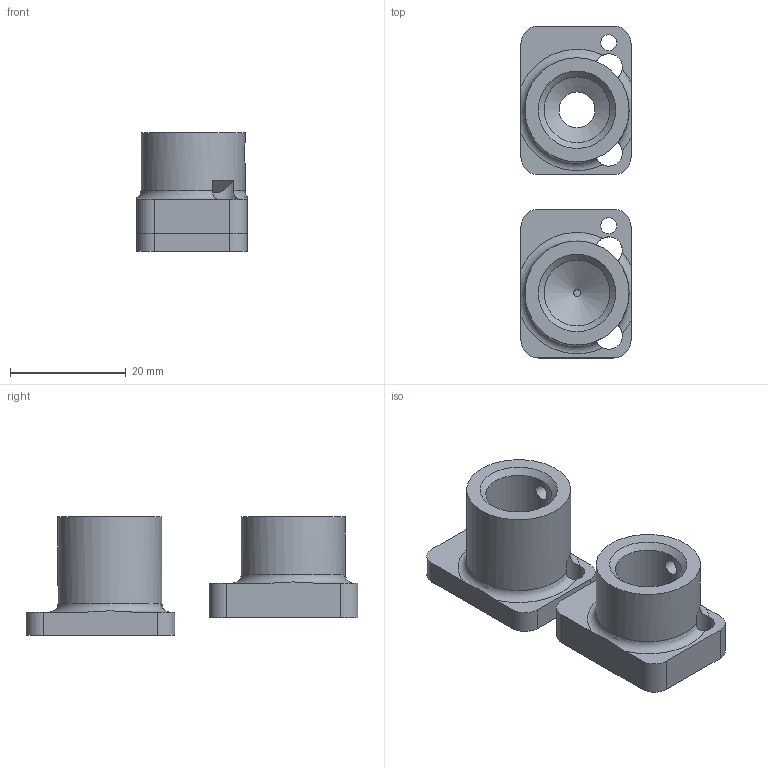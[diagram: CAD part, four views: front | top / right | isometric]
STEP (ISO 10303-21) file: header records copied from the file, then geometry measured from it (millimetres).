
FILE_DESCRIPTION(/* description */ ('STEP AP242','CAx-IF Rec.Pracs.---Representation and Presentation of Product Manufacturing Information (PMI)---4.0---2014-10-13','CAx-IF Rec.Pracs.---3D Tessellated Geometry---0.4---2014-09-14','2;1'),/* implementation_level */ '2;1');
FILE_NAME(/* name */ '635c4955fc832d756aacfe8e',/* time_stamp */ '2022-10-28T21:27:50+00:00',/* author */ (''),/* organization */ (''),/* preprocessor_version */ 'ST-DEVELOPER v18.102',/* originating_system */ ' ',/* authorisation */ ' ');
FILE_SCHEMA (('AP242_MANAGED_MODEL_BASED_3D_ENGINEERING_MIM_LF { 1 0 10303 442 1 1 4 }'));
Length unit declared in the file: metre
Products named in the file (2): Friction/Clamp Fit Mount; Nozzle Thread Mount
Bounding box: 19.05 x 57.45 x 20.5 mm (x, y, z)
Volume: 7997.9 mm3; surface area: 5689.4 mm2
Topology: 2 solids, 2 shells, 72 faces, 201 edges, 130 vertices
Faces by surface type: plane 28, cylinder 24, cone 14, torus 4, bspline 2
Full cylindrical faces by diameter (mm): 2.7 x2, 2.8 x2, 4.7 x4, 6.2 x1, 10.5 x1, 11.4 x2, 18 x2
Entity records: 2637 total; most frequent: CARTESIAN_POINT 878, DIRECTION 350, ORIENTED_EDGE 330, EDGE_CURVE 165, AXIS2_PLACEMENT_3D 139, VERTEX_POINT 119, EDGE_LOOP 112, FACE_BOUND 112
